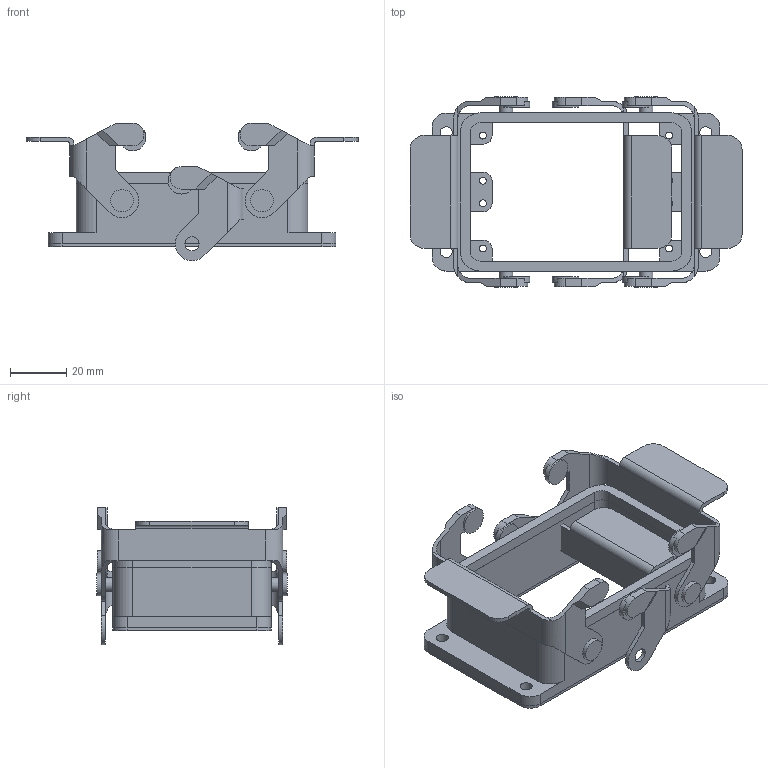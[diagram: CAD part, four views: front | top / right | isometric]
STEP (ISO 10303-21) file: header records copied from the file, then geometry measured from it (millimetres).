
FILE_DESCRIPTION( ( 'Unknown' ), '1' );
FILE_NAME( 'H_A_32_AG_ASM_C.stp', 'Unknown', ( 'Unknown' ), ( 'Unknown' ), 'PSStep 11.0', 'Unknown', ' ' );
FILE_SCHEMA( ( 'AUTOMOTIVE_DESIGN { 1 0 10303 214 1 1 1 1 }' ) );
Length unit declared in the file: millimetre
Products named in the file (3): Assem1; H_A_32_AG_C; H_A_32_QB_C
Bounding box: 117.6 x 67.4 x 48.68 mm (x, y, z)
Volume: 78911.4 mm3; surface area: 56539.2 mm2
Topology: 5 solids, 5 shells, 422 faces, 1154 edges, 778 vertices
Faces by surface type: plane 246, cylinder 176
Full cylindrical faces by diameter (mm): 2.459 x16, 4.3 x8, 4.32 x8, 4.9 x8, 5 x6, 8 x8, 9.5 x6
Entity records: 7216 total; most frequent: DIRECTION 1006, CARTESIAN_POINT 970, ORIENTED_EDGE 916, EDGE_CURVE 458, AXIS2_PLACEMENT_3D 358, VERTEX_POINT 322, LINE 290, VECTOR 290
